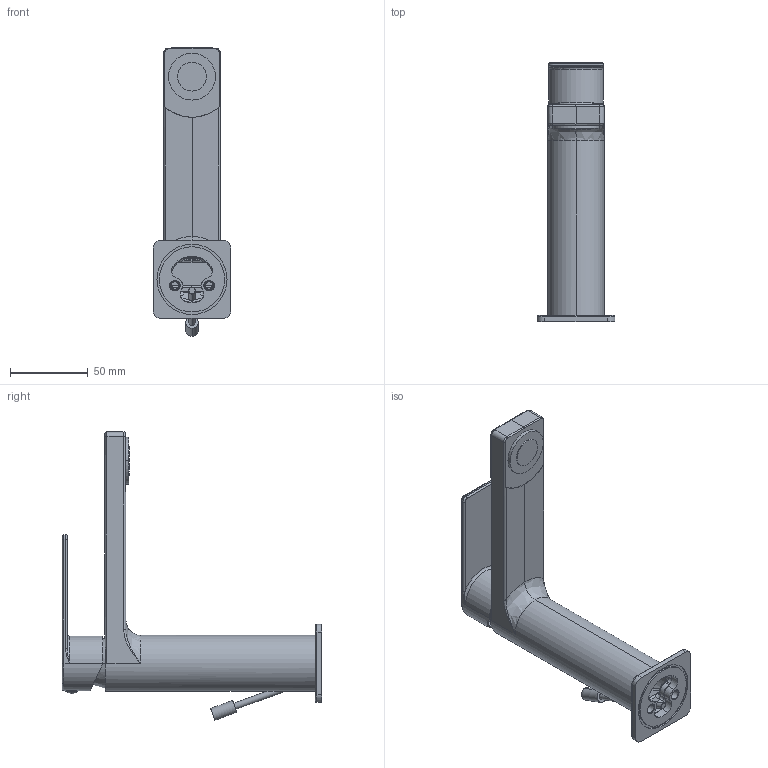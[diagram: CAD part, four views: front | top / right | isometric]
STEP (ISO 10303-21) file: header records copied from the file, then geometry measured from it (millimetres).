
FILE_DESCRIPTION((''),'2;1');
FILE_NAME('TA075CR','2021-01-18T10:07:33',('ut3'),('PAFFONI SpA'),'CREO PARAMETRIC BY PTC INC, 2020044','CREO PARAMETRIC BY PTC INC, 2020044','');
FILE_SCHEMA(('CONFIG_CONTROL_DESIGN','SHAPE_APPEARANCE_LAYERS_GROUPS'));
Length unit declared in the file: millimetre
Products named in the file (1): TA075CR
Bounding box: 50 x 166.2 x 184.92 mm (x, y, z)
Volume: 117325.3 mm3; surface area: 74399.7 mm2
Topology: 3 solids, 3 shells, 488 faces, 1179 edges, 693 vertices
Faces by surface type: cylinder 168, plane 135, bspline 86, cone 69, torus 28, sphere 2
Entity records: 30662 total; most frequent: CARTESIAN_POINT 15182, ORIENTED_EDGE 2322, DIRECTION 2031, EDGE_CURVE 1161, AXIS2_PLACEMENT_3D 780, FILL_AREA_STYLE_COLOUR 758, FILL_AREA_STYLE 758, SURFACE_STYLE_FILL_AREA 758
